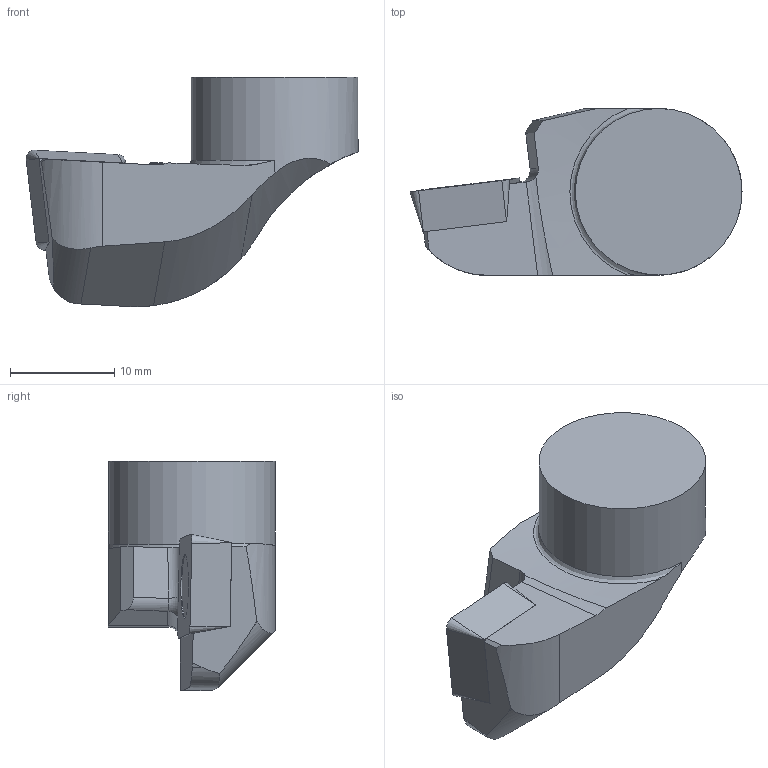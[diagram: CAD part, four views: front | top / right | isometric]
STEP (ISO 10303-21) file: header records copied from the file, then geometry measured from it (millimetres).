
FILE_DESCRIPTION(/* description */ (''),/* implementation_level */ '2;1');
FILE_NAME(/* name */ '1642478802696.stp',/* time_stamp */ '2022-01-18T09:37:12+05:00',/* author */ (''),/* organization */ ('SMS'),/* preprocessor_version */ 'ST-DEVELOPER v16.7',/* originating_system */ 'SIEMENS PLM Software NX 12.0',/* authorisation */ '');
FILE_SCHEMA (('AUTOMOTIVE_DESIGN { 1 0 10303 214 3 1 1 1 }'));
Length unit declared in the file: millimetre
Products named in the file (4): IsoTurningInsert; ASSEMBLY_CONSTRUCTION; 203921495mod000_00; 201719489mod000_01
Assembly tree (3 placements, depth 2):
  201719489mod000_01
    203921495mod000_00
    ASSEMBLY_CONSTRUCTION
    IsoTurningInsert
Bounding box: 31.87 x 16.04 x 22.02 mm (x, y, z)
Volume: 4273.3 mm3; surface area: 2155.7 mm2
Topology: 2 solids, 2 shells, 61 faces, 163 edges, 114 vertices
Faces by surface type: plane 27, cylinder 17, cone 8, torus 7, bspline 2
Full cylindrical faces by diameter (mm): 4.4 x2, 16 x1
Entity records: 2247 total; most frequent: CARTESIAN_POINT 594, DIRECTION 320, ORIENTED_EDGE 298, EDGE_CURVE 149, AXIS2_PLACEMENT_3D 126, VERTEX_POINT 103, EDGE_LOOP 74, LINE 68
